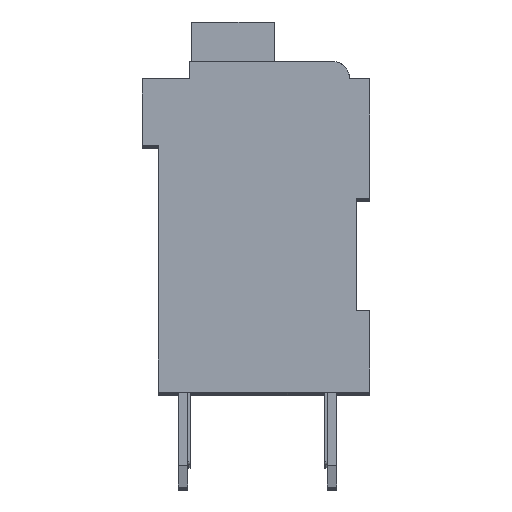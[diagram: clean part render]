
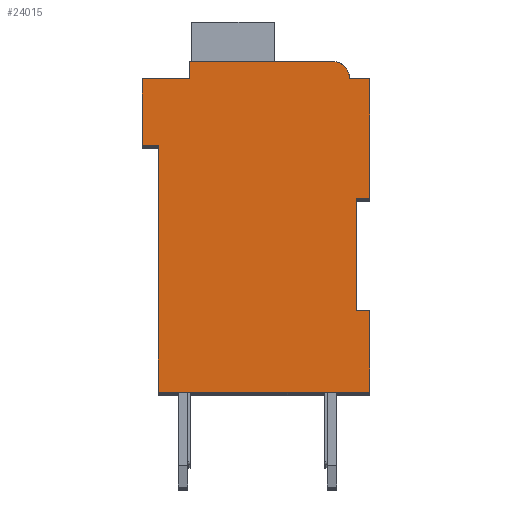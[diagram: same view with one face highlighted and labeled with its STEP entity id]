
A CAD part, top view. The second image highlights one B-rep face of the part: STEP entity #24015.
In plain terms, the highlighted planar face has unit normal (0, 0, 1).
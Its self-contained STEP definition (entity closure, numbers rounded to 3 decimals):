
#3866=DIRECTION('',(1.,0.,0.));
#3867=VECTOR('',#3866,0.5);
#3868=CARTESIAN_POINT('',(7.3,7.15,2.1));
#3869=LINE('',#3868,#3867);
#3870=DIRECTION('',(0.,1.,0.));
#3871=VECTOR('',#3870,4.15);
#3872=CARTESIAN_POINT('',(7.3,3.,2.1));
#3873=LINE('',#3872,#3871);
#3874=DIRECTION('',(-1.,0.,0.));
#3875=VECTOR('',#3874,0.5);
#3876=CARTESIAN_POINT('',(7.8,3.,2.1));
#3877=LINE('',#3876,#3875);
#3878=DIRECTION('',(0.,1.,0.));
#3879=VECTOR('',#3878,3.);
#3880=CARTESIAN_POINT('',(7.8,0.,2.1));
#3881=LINE('',#3880,#3879);
#3882=DIRECTION('',(1.,0.,0.));
#3883=VECTOR('',#3882,7.8);
#3884=CARTESIAN_POINT('',(0.,0.,2.1));
#3885=LINE('',#3884,#3883);
#3886=DIRECTION('',(0.,-1.,0.));
#3887=VECTOR('',#3886,9.1);
#3888=CARTESIAN_POINT('',(0.,9.1,2.1));
#3889=LINE('',#3888,#3887);
#3890=DIRECTION('',(1.,0.,0.));
#3891=VECTOR('',#3890,0.6);
#3892=CARTESIAN_POINT('',(-0.6,9.1,2.1));
#3893=LINE('',#3892,#3891);
#3894=DIRECTION('',(0.,-1.,0.));
#3895=VECTOR('',#3894,2.45);
#3896=CARTESIAN_POINT('',(-0.6,11.55,2.1));
#3897=LINE('',#3896,#3895);
#3898=DIRECTION('',(-1.,0.,0.));
#3899=VECTOR('',#3898,1.75);
#3900=CARTESIAN_POINT('',(1.15,11.55,2.1));
#3901=LINE('',#3900,#3899);
#3902=DIRECTION('',(0.,-1.,0.));
#3903=VECTOR('',#3902,0.65);
#3904=CARTESIAN_POINT('',(1.15,12.2,2.1));
#3905=LINE('',#3904,#3903);
#3906=DIRECTION('',(-1.,0.,0.));
#3907=VECTOR('',#3906,5.25);
#3908=CARTESIAN_POINT('',(6.4,12.2,2.1));
#3909=LINE('',#3908,#3907);
#3910=CARTESIAN_POINT('',(6.4,11.55,2.1));
#3911=DIRECTION('',(0.,0.,1.));
#3912=DIRECTION('',(1.,0.,0.));
#3913=AXIS2_PLACEMENT_3D('',#3910,#3911,#3912);
#3915=DIRECTION('',(-1.,0.,0.));
#3916=VECTOR('',#3915,0.75);
#3917=CARTESIAN_POINT('',(7.8,11.55,2.1));
#3918=LINE('',#3917,#3916);
#3919=DIRECTION('',(0.,1.,0.));
#3920=VECTOR('',#3919,4.4);
#3921=CARTESIAN_POINT('',(7.8,7.15,2.1));
#3922=LINE('',#3921,#3920);
#15783=CARTESIAN_POINT('',(7.3,7.15,2.1));
#15784=CARTESIAN_POINT('',(7.8,7.15,2.1));
#15785=VERTEX_POINT('',#15783);
#15786=VERTEX_POINT('',#15784);
#15787=CARTESIAN_POINT('',(7.8,11.55,2.1));
#15788=VERTEX_POINT('',#15787);
#15789=CARTESIAN_POINT('',(7.05,11.55,2.1));
#15790=VERTEX_POINT('',#15789);
#15791=CARTESIAN_POINT('',(6.4,12.2,2.1));
#15792=VERTEX_POINT('',#15791);
#15793=CARTESIAN_POINT('',(1.15,12.2,2.1));
#15794=VERTEX_POINT('',#15793);
#15795=CARTESIAN_POINT('',(1.15,11.55,2.1));
#15796=VERTEX_POINT('',#15795);
#15797=CARTESIAN_POINT('',(-0.6,11.55,2.1));
#15798=VERTEX_POINT('',#15797);
#15799=CARTESIAN_POINT('',(-0.6,9.1,2.1));
#15800=VERTEX_POINT('',#15799);
#15801=CARTESIAN_POINT('',(0.,9.1,2.1));
#15802=VERTEX_POINT('',#15801);
#15803=CARTESIAN_POINT('',(0.,0.,2.1));
#15804=VERTEX_POINT('',#15803);
#15805=CARTESIAN_POINT('',(7.8,0.,2.1));
#15806=VERTEX_POINT('',#15805);
#15807=CARTESIAN_POINT('',(7.8,3.,2.1));
#15808=VERTEX_POINT('',#15807);
#15809=CARTESIAN_POINT('',(7.3,3.,2.1));
#15810=VERTEX_POINT('',#15809);
#23991=CARTESIAN_POINT('',(0.,0.,2.1));
#23992=DIRECTION('',(0.,0.,1.));
#23993=DIRECTION('',(1.,0.,0.));
#23994=AXIS2_PLACEMENT_3D('',#23991,#23992,#23993);
#23995=PLANE('',#23994);
#23996=ORIENTED_EDGE('',*,*,#20752,.F.);
#23997=ORIENTED_EDGE('',*,*,#21546,.F.);
#23999=ORIENTED_EDGE('',*,*,#23998,.F.);
#24001=ORIENTED_EDGE('',*,*,#24000,.F.);
#24003=ORIENTED_EDGE('',*,*,#24002,.F.);
#24004=ORIENTED_EDGE('',*,*,#21828,.F.);
#24005=ORIENTED_EDGE('',*,*,#21988,.F.);
#24006=ORIENTED_EDGE('',*,*,#22277,.F.);
#24007=ORIENTED_EDGE('',*,*,#22571,.F.);
#24008=ORIENTED_EDGE('',*,*,#22640,.F.);
#24009=ORIENTED_EDGE('',*,*,#23073,.F.);
#24010=ORIENTED_EDGE('',*,*,#23723,.F.);
#24011=ORIENTED_EDGE('',*,*,#23563,.F.);
#24012=ORIENTED_EDGE('',*,*,#21182,.F.);
#24013=EDGE_LOOP('',(#23996,#23997,#23999,#24001,#24003,#24004,#24005,#24006,
#24007,#24008,#24009,#24010,#24011,#24012));
#24014=FACE_OUTER_BOUND('',#24013,.F.);
#3914=CIRCLE('',#3913,0.65);
#20752=EDGE_CURVE('',#15785,#15786,#3869,.T.);
#21182=EDGE_CURVE('',#15786,#15788,#3922,.T.);
#21546=EDGE_CURVE('',#15810,#15785,#3873,.T.);
#21828=EDGE_CURVE('',#15802,#15804,#3889,.T.);
#21988=EDGE_CURVE('',#15800,#15802,#3893,.T.);
#22277=EDGE_CURVE('',#15798,#15800,#3897,.T.);
#22571=EDGE_CURVE('',#15796,#15798,#3901,.T.);
#22640=EDGE_CURVE('',#15794,#15796,#3905,.T.);
#23073=EDGE_CURVE('',#15792,#15794,#3909,.T.);
#23563=EDGE_CURVE('',#15788,#15790,#3918,.T.);
#23723=EDGE_CURVE('',#15790,#15792,#3914,.T.);
#23998=EDGE_CURVE('',#15808,#15810,#3877,.T.);
#24000=EDGE_CURVE('',#15806,#15808,#3881,.T.);
#24002=EDGE_CURVE('',#15804,#15806,#3885,.T.);
#24015=ADVANCED_FACE('',(#24014),#23995,.T.);
